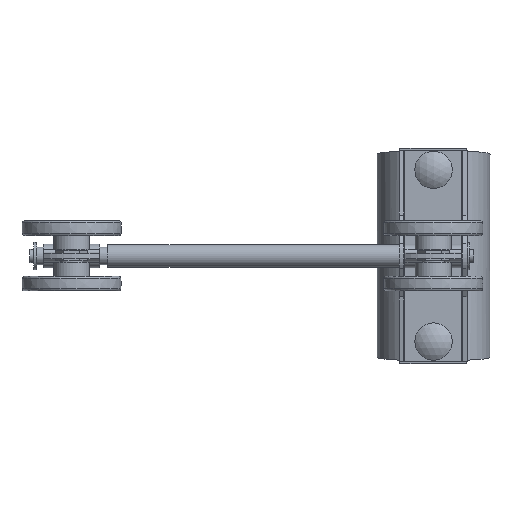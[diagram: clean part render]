
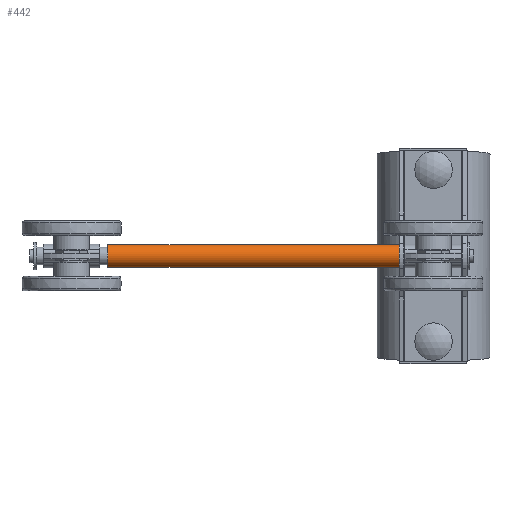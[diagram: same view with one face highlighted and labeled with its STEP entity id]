
A CAD part, front view. The second image highlights one B-rep face of the part: STEP entity #442.
In plain terms, the highlighted cylindrical face has radius 5 mm (diameter 10 mm), a full revolution.
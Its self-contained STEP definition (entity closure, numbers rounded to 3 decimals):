
#408=CARTESIAN_POINT('',(8.861,5.0,0.0));
#409=VERTEX_POINT('',#408);
#410=CARTESIAN_POINT('',(8.861,0.0,0.0));
#411=DIRECTION('',(1.0,0.0,0.0));
#412=DIRECTION('',(0.0,1.0,0.0));
#413=AXIS2_PLACEMENT_3D('',#410,#411,#412);
#414=CIRCLE('',#413,5.0);
#415=EDGE_CURVE('',#409,#409,#414,.T.);
#423=CARTESIAN_POINT('',(73.861,0.0,0.0));
#424=DIRECTION('',(1.0,0.0,0.0));
#425=DIRECTION('',(0.0,1.0,0.0));
#426=AXIS2_PLACEMENT_3D('',#423,#424,#425);
#427=CYLINDRICAL_SURFACE('',#426,5.0);
#428=CARTESIAN_POINT('',(138.861,5.0,0.0));
#429=VERTEX_POINT('',#428);
#430=CARTESIAN_POINT('',(138.861,0.0,0.0));
#431=DIRECTION('',(1.0,0.0,0.0));
#432=DIRECTION('',(0.0,1.0,0.0));
#433=AXIS2_PLACEMENT_3D('',#430,#431,#432);
#434=CIRCLE('',#433,5.0);
#435=EDGE_CURVE('',#429,#429,#434,.T.);
#436=ORIENTED_EDGE('',*,*,#435,.F.);
#437=EDGE_LOOP('',(#436));
#438=FACE_OUTER_BOUND('',#437,.T.);
#439=ORIENTED_EDGE('',*,*,#415,.T.);
#440=EDGE_LOOP('',(#439));
#441=FACE_BOUND('',#440,.T.);
#442=ADVANCED_FACE('',(#438,#441),#427,.T.);
